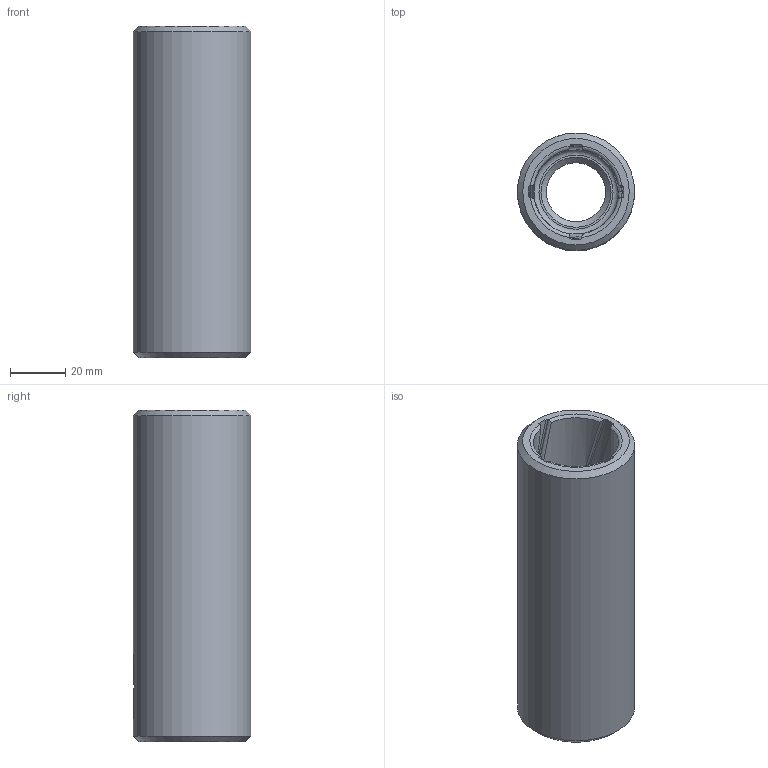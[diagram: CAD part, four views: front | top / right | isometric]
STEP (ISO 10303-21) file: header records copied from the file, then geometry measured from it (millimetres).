
FILE_DESCRIPTION(/* description */ (''),/* implementation_level */ '2;1');
FILE_NAME(/* name */ 'MegaXL Twirly Barrel Improved v12.step',/* time_stamp */ '2022-01-05T12:51:02-05:00',/* author */ (''),/* organization */ (''),/* preprocessor_version */ 'ST-DEVELOPER v18.1',/* originating_system */ 'Autodesk Translation Framework v10.10.0.1391',/* authorisation */ '');
FILE_SCHEMA (('AUTOMOTIVE_DESIGN { 1 0 10303 214 3 1 1 }'));
Length unit declared in the file: millimetre
Products named in the file (1): MegaXL Twirly Barrel Improved
Bounding box: 42.44 x 42.44 x 120.01 mm (x, y, z)
Volume: 85865.1 mm3; surface area: 29080.2 mm2
Topology: 1 solids, 1 shells, 159 faces, 388 edges, 234 vertices
Faces by surface type: bspline 90, cylinder 37, plane 20, torus 8, cone 4
Full cylindrical faces by diameter (mm): 21.34 x1, 30.8 x1, 42.44 x1
Entity records: 9295 total; most frequent: CARTESIAN_POINT 6081, ORIENTED_EDGE 776, DIRECTION 463, EDGE_CURVE 388, VERTEX_POINT 234, AXIS2_PLACEMENT_3D 188, B_SPLINE_CURVE_WITH_KNOTS 183, EDGE_LOOP 164
